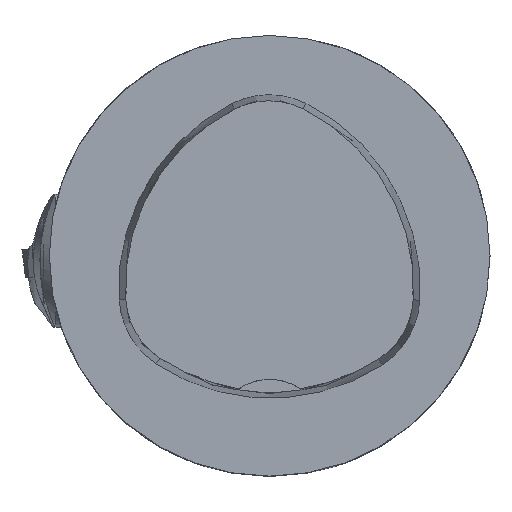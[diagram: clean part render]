
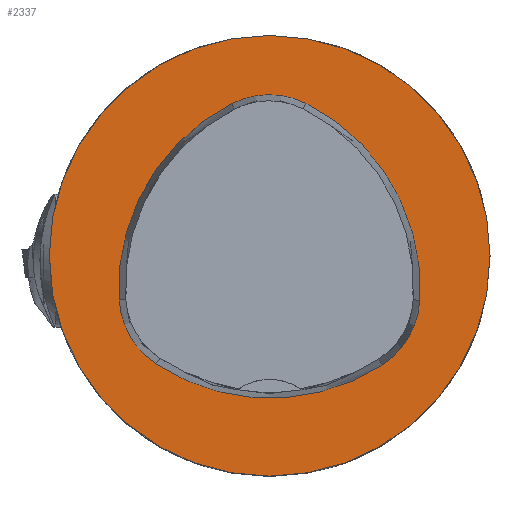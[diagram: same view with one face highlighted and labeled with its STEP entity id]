
A CAD part, top view. The second image highlights one B-rep face of the part: STEP entity #2337.
In plain terms, the highlighted planar face has unit normal (0, 0, 1).
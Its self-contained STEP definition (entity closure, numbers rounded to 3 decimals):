
#162=PLANE('',#7618);
#2337=ADVANCED_FACE('',(#2814,#2815),#162,.T.);
#2814=FACE_BOUND('',#2908,.T.);
#2815=FACE_BOUND('',#2909,.T.);
#2908=EDGE_LOOP('',(#3410,#3411,#3412,#3413,#3414,#3415));
#2909=EDGE_LOOP('',(#3416));
#3410=ORIENTED_EDGE('',*,*,#6269,.T.);
#3411=ORIENTED_EDGE('',*,*,#6249,.T.);
#3412=ORIENTED_EDGE('',*,*,#6253,.T.);
#3413=ORIENTED_EDGE('',*,*,#6256,.T.);
#3414=ORIENTED_EDGE('',*,*,#6259,.T.);
#3415=ORIENTED_EDGE('',*,*,#6267,.T.);
#3416=ORIENTED_EDGE('',*,*,#6240,.F.);
#5514=VERTEX_POINT('',#10280);
#5523=VERTEX_POINT('',#10299);
#5524=VERTEX_POINT('',#10300);
#5527=VERTEX_POINT('',#10308);
#5529=VERTEX_POINT('',#10314);
#5531=VERTEX_POINT('',#10320);
#5538=VERTEX_POINT('',#10341);
#6240=EDGE_CURVE('',#5514,#5514,#7293,.T.);
#6249=EDGE_CURVE('',#5523,#5524,#7294,.T.);
#6253=EDGE_CURVE('',#5524,#5527,#7296,.T.);
#6256=EDGE_CURVE('',#5527,#5529,#7298,.T.);
#6259=EDGE_CURVE('',#5529,#5531,#7300,.T.);
#6267=EDGE_CURVE('',#5531,#5538,#7304,.T.);
#6269=EDGE_CURVE('',#5538,#5523,#7306,.T.);
#7293=CIRCLE('',#7590,16.);
#7294=CIRCLE('',#7596,15.);
#7296=CIRCLE('',#7599,6.);
#7298=CIRCLE('',#7602,15.);
#7300=CIRCLE('',#7605,6.);
#7304=CIRCLE('',#7610,15.);
#7306=CIRCLE('',#7613,6.);
#7590=AXIS2_PLACEMENT_3D('',#10279,#8241,#8242);
#7596=AXIS2_PLACEMENT_3D('',#10298,#8257,#8258);
#7599=AXIS2_PLACEMENT_3D('',#10307,#8265,#8266);
#7602=AXIS2_PLACEMENT_3D('',#10313,#8272,#8273);
#7605=AXIS2_PLACEMENT_3D('',#10319,#8279,#8280);
#7610=AXIS2_PLACEMENT_3D('',#10342,#8291,#8292);
#7613=AXIS2_PLACEMENT_3D('',#10345,#8297,#8298);
#7618=AXIS2_PLACEMENT_3D('',#10350,#8307,#8308);
#8241=DIRECTION('',(0.,0.,-1.));
#8242=DIRECTION('',(-1.,0.,0.));
#8257=DIRECTION('',(0.,0.,-1.));
#8258=DIRECTION('',(-1.,0.,0.));
#8265=DIRECTION('',(0.,0.,-1.));
#8266=DIRECTION('',(-1.,0.,0.));
#8272=DIRECTION('',(0.,0.,-1.));
#8273=DIRECTION('',(-1.,0.,0.));
#8279=DIRECTION('',(0.,0.,-1.));
#8280=DIRECTION('',(-1.,0.,0.));
#8291=DIRECTION('',(0.,0.,-1.));
#8292=DIRECTION('',(-1.,0.,0.));
#8297=DIRECTION('',(0.,0.,-1.));
#8298=DIRECTION('',(-1.,0.,0.));
#8307=DIRECTION('',(0.,0.,1.));
#8308=DIRECTION('',(1.,0.,0.));
#10279=CARTESIAN_POINT('',(0.,0.,0.));
#10280=CARTESIAN_POINT('',(-16.,0.,0.));
#10298=CARTESIAN_POINT('',(4.048,-2.316,0.));
#10299=CARTESIAN_POINT('',(-10.926,-3.206,0.));
#10300=CARTESIAN_POINT('',(-2.774,11.043,0.));
#10307=CARTESIAN_POINT('',(-0.045,5.7,0.));
#10308=CARTESIAN_POINT('',(2.638,11.066,0.));
#10313=CARTESIAN_POINT('',(-4.07,-2.35,0.));
#10314=CARTESIAN_POINT('',(10.903,-3.249,0.));
#10319=CARTESIAN_POINT('',(4.914,-2.889,0.));
#10320=CARTESIAN_POINT('',(8.177,-7.924,0.));
#10341=CARTESIAN_POINT('',(-8.24,-7.859,0.));
#10342=CARTESIAN_POINT('',(0.019,4.663,0.));
#10345=CARTESIAN_POINT('',(-4.936,-2.85,0.));
#10350=CARTESIAN_POINT('',(0.,0.,0.));
